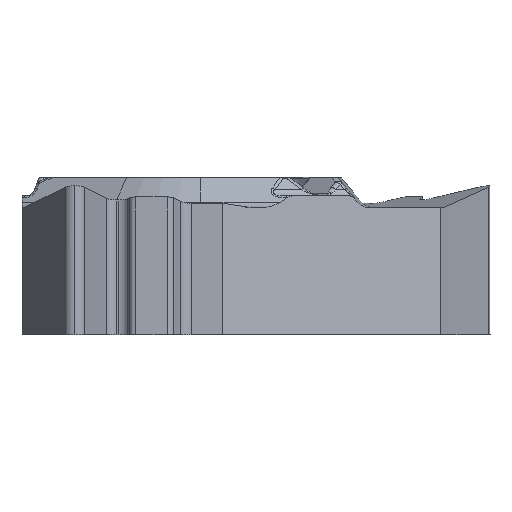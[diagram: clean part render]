
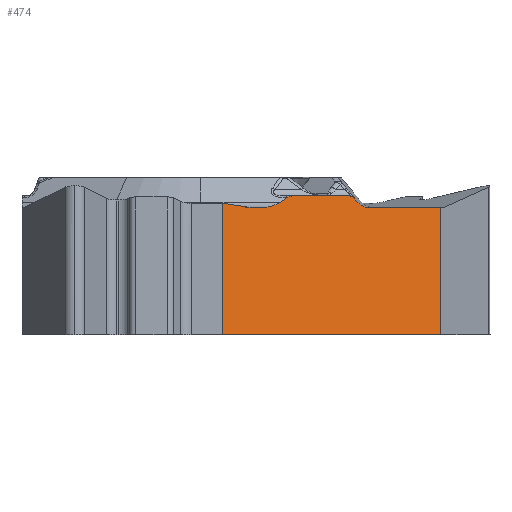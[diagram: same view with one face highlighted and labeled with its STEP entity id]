
A CAD part, front view. The second image highlights one B-rep face of the part: STEP entity #474.
In plain terms, the highlighted planar face has unit normal (0.5, -0.866, 0).
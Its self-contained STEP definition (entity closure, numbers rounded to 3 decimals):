
#203=FACE_OUTER_BOUND('',#753,.T.);
#415=ELLIPSE('',#3578,0.489,0.415);
#416=ELLIPSE('',#3579,0.177,0.15);
#417=ELLIPSE('',#3580,0.3,0.15);
#418=ELLIPSE('',#3581,0.83,0.415);
#419=ELLIPSE('',#3582,0.83,0.415);
#474=ADVANCED_FACE('',(#203),#684,.F.);
#684=PLANE('',#3583);
#753=EDGE_LOOP('',(#1179,#1180,#1181,#1182,#1183,#1184,#1185,#1186,#1187,
#1188,#1189,#1190,#1191,#1192));
#1179=ORIENTED_EDGE('',*,*,#2473,.T.);
#1180=ORIENTED_EDGE('',*,*,#2527,.T.);
#1181=ORIENTED_EDGE('',*,*,#2528,.F.);
#1182=ORIENTED_EDGE('',*,*,#2529,.T.);
#1183=ORIENTED_EDGE('',*,*,#2530,.F.);
#1184=ORIENTED_EDGE('',*,*,#2531,.F.);
#1185=ORIENTED_EDGE('',*,*,#2532,.T.);
#1186=ORIENTED_EDGE('',*,*,#2533,.F.);
#1187=ORIENTED_EDGE('',*,*,#2534,.F.);
#1188=ORIENTED_EDGE('',*,*,#2535,.T.);
#1189=ORIENTED_EDGE('',*,*,#2536,.F.);
#1190=ORIENTED_EDGE('',*,*,#2537,.T.);
#1191=ORIENTED_EDGE('',*,*,#2538,.T.);
#1192=ORIENTED_EDGE('',*,*,#2539,.T.);
#2159=VERTEX_POINT('',#5322);
#2160=VERTEX_POINT('',#5324);
#2211=VERTEX_POINT('',#5432);
#2212=VERTEX_POINT('',#5434);
#2213=VERTEX_POINT('',#5436);
#2214=VERTEX_POINT('',#5438);
#2215=VERTEX_POINT('',#5440);
#2216=VERTEX_POINT('',#5442);
#2217=VERTEX_POINT('',#5444);
#2218=VERTEX_POINT('',#5446);
#2219=VERTEX_POINT('',#5448);
#2220=VERTEX_POINT('',#5450);
#2221=VERTEX_POINT('',#5452);
#2222=VERTEX_POINT('',#5454);
#2473=EDGE_CURVE('',#2160,#2159,#2982,.T.);
#2527=EDGE_CURVE('',#2159,#2211,#3013,.T.);
#2528=EDGE_CURVE('',#2212,#2211,#3014,.T.);
#2529=EDGE_CURVE('',#2212,#2213,#415,.T.);
#2530=EDGE_CURVE('',#2214,#2213,#3015,.T.);
#2531=EDGE_CURVE('',#2215,#2214,#416,.T.);
#2532=EDGE_CURVE('',#2215,#2216,#3016,.T.);
#2533=EDGE_CURVE('',#2217,#2216,#417,.T.);
#2534=EDGE_CURVE('',#2218,#2217,#3017,.T.);
#2535=EDGE_CURVE('',#2218,#2219,#418,.T.);
#2536=EDGE_CURVE('',#2220,#2219,#3018,.T.);
#2537=EDGE_CURVE('',#2220,#2221,#419,.T.);
#2538=EDGE_CURVE('',#2221,#2222,#3019,.T.);
#2539=EDGE_CURVE('',#2222,#2160,#3020,.T.);
#2982=LINE('',#5323,#3222);
#3013=LINE('',#5431,#3253);
#3014=LINE('',#5433,#3254);
#3015=LINE('',#5437,#3255);
#3016=LINE('',#5441,#3256);
#3017=LINE('',#5445,#3257);
#3018=LINE('',#5449,#3258);
#3019=LINE('',#5453,#3259);
#3020=LINE('',#5455,#3260);
#3222=VECTOR('',#3941,1.);
#3253=VECTOR('',#4024,1.);
#3254=VECTOR('',#4025,1.);
#3255=VECTOR('',#4028,1.);
#3256=VECTOR('',#4031,1.);
#3257=VECTOR('',#4034,1.);
#3258=VECTOR('',#4037,1.);
#3259=VECTOR('',#4040,1.);
#3260=VECTOR('',#4041,1.);
#3578=AXIS2_PLACEMENT_3D('',#5435,#4026,#4027);
#3579=AXIS2_PLACEMENT_3D('',#5439,#4029,#4030);
#3580=AXIS2_PLACEMENT_3D('',#5443,#4032,#4033);
#3581=AXIS2_PLACEMENT_3D('',#5447,#4035,#4036);
#3582=AXIS2_PLACEMENT_3D('',#5451,#4038,#4039);
#3583=AXIS2_PLACEMENT_3D('',#5456,#4042,#4043);
#3941=DIRECTION('',(0.866,0.5,0.));
#4024=DIRECTION('',(0.,0.,1.));
#4025=DIRECTION('',(0.866,0.5,0.));
#4026=DIRECTION('',(-0.5,0.866,0.));
#4027=DIRECTION('',(-0.866,-0.5,0.));
#4028=DIRECTION('',(0.609,0.352,-0.711));
#4029=DIRECTION('',(-0.5,0.866,0.));
#4030=DIRECTION('',(0.866,0.5,0.));
#4031=DIRECTION('',(-0.866,-0.5,0.));
#4032=DIRECTION('',(-0.5,0.866,0.));
#4033=DIRECTION('',(-0.866,-0.5,0.));
#4034=DIRECTION('',(0.744,0.43,0.512));
#4035=DIRECTION('',(-0.5,0.866,0.));
#4036=DIRECTION('',(-0.866,-0.5,0.));
#4037=DIRECTION('',(0.866,0.5,0.));
#4038=DIRECTION('',(-0.5,0.866,0.));
#4039=DIRECTION('',(0.866,0.5,0.));
#4040=DIRECTION('',(-0.858,-0.496,0.133));
#4041=DIRECTION('',(0.,0.,-1.));
#4042=DIRECTION('',(-0.5,0.866,0.));
#4043=DIRECTION('',(0.866,0.5,0.));
#5322=CARTESIAN_POINT('',(6.386,-1.812,-3.97));
#5323=CARTESIAN_POINT('',(8.733,-0.457,-3.97));
#5324=CARTESIAN_POINT('',(0.567,-5.172,-3.97));
#5431=CARTESIAN_POINT('',(6.386,-1.812,0.));
#5432=CARTESIAN_POINT('',(6.386,-1.812,-0.585));
#5433=CARTESIAN_POINT('',(-3.971,-7.792,-0.585));
#5434=CARTESIAN_POINT('',(4.499,-2.902,-0.585));
#5435=CARTESIAN_POINT('',(4.499,-2.902,-0.17));
#5436=CARTESIAN_POINT('',(4.174,-3.089,-0.437));
#5437=CARTESIAN_POINT('',(-0.044,-5.525,4.486));
#5438=CARTESIAN_POINT('',(4.077,-3.145,-0.324));
#5439=CARTESIAN_POINT('',(3.96,-3.213,-0.42));
#5440=CARTESIAN_POINT('',(3.96,-3.213,-0.27));
#5441=CARTESIAN_POINT('',(-3.971,-7.792,-0.27));
#5442=CARTESIAN_POINT('',(2.476,-4.07,-0.27));
#5443=CARTESIAN_POINT('',(2.476,-4.07,-0.42));
#5444=CARTESIAN_POINT('',(2.277,-4.185,-0.324));
#5445=CARTESIAN_POINT('',(7.165,-1.363,3.039));
#5446=CARTESIAN_POINT('',(2.113,-4.279,-0.437));
#5447=CARTESIAN_POINT('',(1.562,-4.597,-0.17));
#5448=CARTESIAN_POINT('',(1.562,-4.597,-0.585));
#5449=CARTESIAN_POINT('',(8.733,-0.457,-0.585));
#5450=CARTESIAN_POINT('',(1.45,-4.662,-0.585));
#5451=CARTESIAN_POINT('',(1.45,-4.662,-0.17));
#5452=CARTESIAN_POINT('',(1.264,-4.77,-0.571));
#5453=CARTESIAN_POINT('',(8.537,-0.571,-1.696));
#5454=CARTESIAN_POINT('',(0.567,-5.172,-0.463));
#5455=CARTESIAN_POINT('',(0.567,-5.172,0.));
#5456=CARTESIAN_POINT('',(8.733,-0.457,0.));
